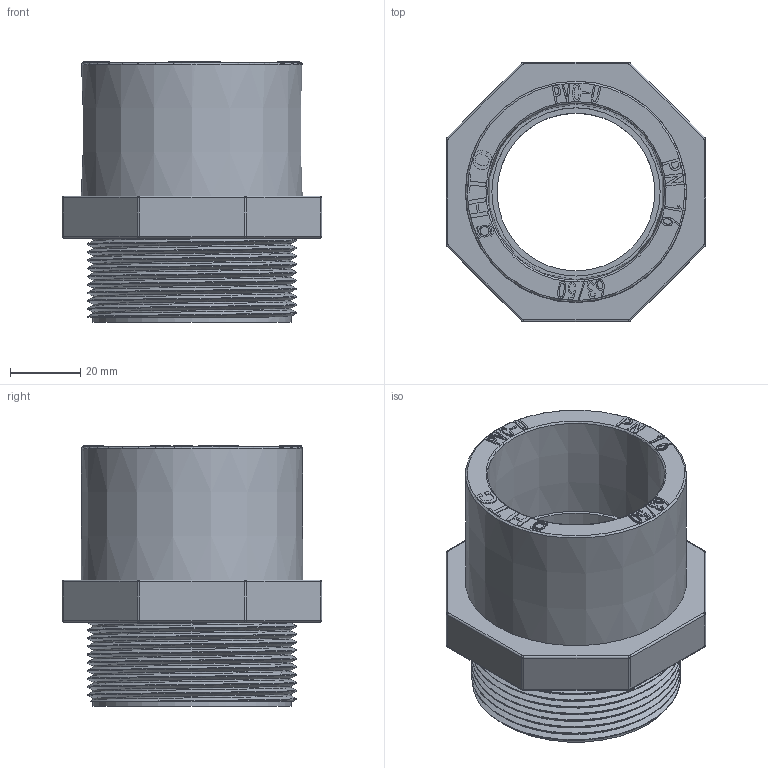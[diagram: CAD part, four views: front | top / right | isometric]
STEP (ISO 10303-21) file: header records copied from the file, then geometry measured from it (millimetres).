
FILE_DESCRIPTION(/* description */ (''),/* implementation_level */ '2;1');
FILE_NAME(/* name */ '50-63X2内外插内螺纹变接头.stp',/* time_stamp */ '2024-03-25T16:30:33+08:00',/* author */ (''),/* organization */ (''),/* preprocessor_version */ 'ST-DEVELOPER v16',/* originating_system */ 'SIEMENS PLM Software NX 10.0',/* authorisation */ '');
FILE_SCHEMA (('AUTOMOTIVE_DESIGN { 1 0 10303 214 3 1 1 1 }'));
Length unit declared in the file: millimetre
Products named in the file (1): gelv1410B640vnwr
Bounding box: 74 x 74 x 74.3 mm (x, y, z)
Volume: 101813.2 mm3; surface area: 35462.4 mm2
Topology: 1 solids, 1 shells, 820 faces, 2332 edges, 1542 vertices
Faces by surface type: plane 744, cylinder 44, bspline 18, extrusion 9, torus 3, cone 2
Full cylindrical faces by diameter (mm): 2.515 x1, 3.353 x1, 45 x1, 48 x1, 56.656 x10
Entity records: 31860 total; most frequent: CARTESIAN_POINT 13658, ORIENTED_EDGE 4572, DIRECTION 2536, EDGE_CURVE 2286, VERTEX_POINT 1516, B_SPLINE_CURVE_WITH_KNOTS 1431, AXIS2_PLACEMENT_3D 879, EDGE_LOOP 850
